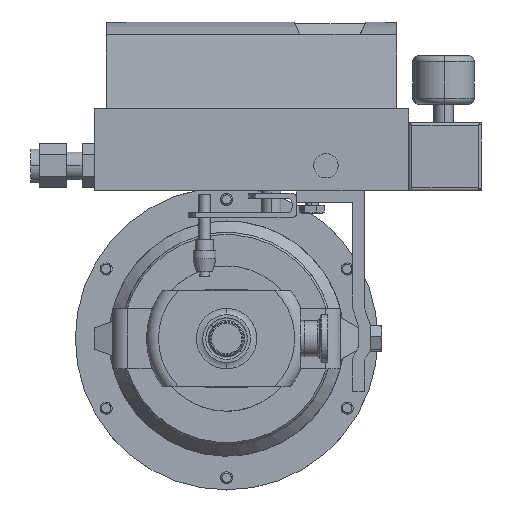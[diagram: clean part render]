
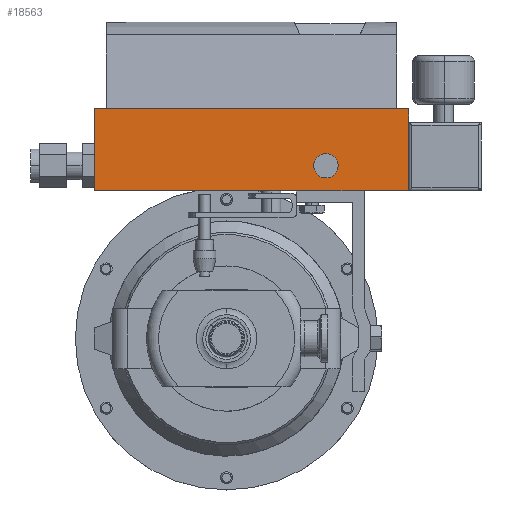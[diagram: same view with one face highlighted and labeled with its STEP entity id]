
A CAD part, front view. The second image highlights one B-rep face of the part: STEP entity #18563.
In plain terms, the highlighted planar face has unit normal (0, -1, 0).
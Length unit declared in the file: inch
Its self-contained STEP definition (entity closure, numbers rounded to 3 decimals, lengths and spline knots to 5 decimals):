
#68 = ORIENTED_EDGE ( 'NONE', *, *, #15818, .F. ) ;
#285 = DIRECTION ( 'NONE',  ( 1., 0., 0. ) ) ;
#365 = CARTESIAN_POINT ( 'NONE',  ( 1.44348, 1.80957, 3.04885 ) ) ;
#516 = ORIENTED_EDGE ( 'NONE', *, *, #22889, .T. ) ;
#687 = VECTOR ( 'NONE', #8850, 39.37008 ) ;
#842 = AXIS2_PLACEMENT_3D ( 'NONE', #7870, #11375, #17013 ) ;
#1326 = EDGE_CURVE ( 'NONE', #22914, #19577, #18989, .T. ) ;
#1518 = VECTOR ( 'NONE', #21600, 39.37008 ) ;
#1547 = VECTOR ( 'NONE', #16084, 39.37008 ) ;
#1825 = CARTESIAN_POINT ( 'NONE',  ( 3.76348, 1.80957, 4.74881 ) ) ;
#2304 = CARTESIAN_POINT ( 'NONE',  ( -2.73652, 1.80957, 3.04885 ) ) ;
#2594 = VERTEX_POINT ( 'NONE', #10511 ) ;
#2664 = EDGE_LOOP ( 'NONE', ( #18959, #12989, #19988, #3579, #68, #15998, #3815, #516, #4056 ) ) ;
#3579 = ORIENTED_EDGE ( 'NONE', *, *, #1326, .F. ) ;
#3815 = ORIENTED_EDGE ( 'NONE', *, *, #14489, .T. ) ;
#4053 = LINE ( 'NONE', #10533, #1547 ) ;
#4056 = ORIENTED_EDGE ( 'NONE', *, *, #8007, .T. ) ;
#4169 = FACE_BOUND ( 'NONE', #10238, .T. ) ;
#4588 = ORIENTED_EDGE ( 'NONE', *, *, #9781, .F. ) ;
#4661 = DIRECTION ( 'NONE',  ( 0., 0., -1. ) ) ;
#4677 = VERTEX_POINT ( 'NONE', #2304 ) ;
#4843 = VERTEX_POINT ( 'NONE', #19742 ) ;
#4875 = VECTOR ( 'NONE', #9773, 39.37008 ) ;
#5234 = ORIENTED_EDGE ( 'NONE', *, *, #7744, .F. ) ;
#5340 = CARTESIAN_POINT ( 'NONE',  ( 3.76348, 1.80957, 3.04885 ) ) ;
#5452 = LINE ( 'NONE', #5340, #687 ) ;
#5494 = EDGE_CURVE ( 'NONE', #12961, #4843, #9602, .T. ) ;
#6686 = AXIS2_PLACEMENT_3D ( 'NONE', #11892, #10323, #4661 ) ;
#6872 = CARTESIAN_POINT ( 'NONE',  ( 3.51348, 1.80957, 3.04885 ) ) ;
#6996 = PLANE ( 'NONE',  #17143 ) ;
#7000 = DIRECTION ( 'NONE',  ( 1., 0., 0. ) ) ;
#7725 = CARTESIAN_POINT ( 'NONE',  ( 2.05174, 1.80957, 3.8215 ) ) ;
#7744 = EDGE_CURVE ( 'NONE', #17678, #9717, #16783, .T. ) ;
#7870 = CARTESIAN_POINT ( 'NONE',  ( 2.05174, 1.80957, 3.56992 ) ) ;
#8007 = EDGE_CURVE ( 'NONE', #2594, #12961, #22343, .T. ) ;
#8070 = VERTEX_POINT ( 'NONE', #20453 ) ;
#8642 = CARTESIAN_POINT ( 'NONE',  ( 3.51348, 1.80957, 4.74881 ) ) ;
#8783 = DIRECTION ( 'NONE',  ( 0., 1., 0. ) ) ;
#8850 = DIRECTION ( 'NONE',  ( 0., 0., 1. ) ) ;
#9134 = VECTOR ( 'NONE', #7000, 39.37008 ) ;
#9238 = VECTOR ( 'NONE', #22455, 39.37008 ) ;
#9602 = LINE ( 'NONE', #11401, #4875 ) ;
#9717 = VERTEX_POINT ( 'NONE', #7725 ) ;
#9773 = DIRECTION ( 'NONE',  ( 0., 0., 1. ) ) ;
#9781 = EDGE_CURVE ( 'NONE', #9717, #17678, #20631, .T. ) ;
#10238 = EDGE_LOOP ( 'NONE', ( #5234, #4588 ) ) ;
#10323 = DIRECTION ( 'NONE',  ( 0., -1., 0. ) ) ;
#10511 = CARTESIAN_POINT ( 'NONE',  ( 2.84348, 1.80957, 3.04885 ) ) ;
#10533 = CARTESIAN_POINT ( 'NONE',  ( -2.73652, 1.80957, 3.04885 ) ) ;
#11267 = LINE ( 'NONE', #6872, #1518 ) ;
#11375 = DIRECTION ( 'NONE',  ( 0., -1., 0. ) ) ;
#11401 = CARTESIAN_POINT ( 'NONE',  ( 3.76348, 1.80958, 6.05485 ) ) ;
#11463 = CARTESIAN_POINT ( 'NONE',  ( 3.51348, 1.80957, 3.04885 ) ) ;
#11639 = LINE ( 'NONE', #8642, #9134 ) ;
#11892 = CARTESIAN_POINT ( 'NONE',  ( 2.05174, 1.80957, 3.56992 ) ) ;
#12779 = CARTESIAN_POINT ( 'NONE',  ( -2.73652, 1.80957, 4.74881 ) ) ;
#12961 = VERTEX_POINT ( 'NONE', #17484 ) ;
#12989 = ORIENTED_EDGE ( 'NONE', *, *, #21041, .T. ) ;
#13063 = DIRECTION ( 'NONE',  ( 1., 0., 0. ) ) ;
#13497 = VECTOR ( 'NONE', #22279, 39.37008 ) ;
#14067 = VERTEX_POINT ( 'NONE', #1825 ) ;
#14489 = EDGE_CURVE ( 'NONE', #4677, #21925, #11267, .T. ) ;
#14618 = LINE ( 'NONE', #22426, #13497 ) ;
#15818 = EDGE_CURVE ( 'NONE', #8070, #22914, #19890, .T. ) ;
#15998 = ORIENTED_EDGE ( 'NONE', *, *, #20927, .F. ) ;
#16084 = DIRECTION ( 'NONE',  ( 0., 0., 1. ) ) ;
#16135 = CARTESIAN_POINT ( 'NONE',  ( 3.51348, 1.80957, 4.74881 ) ) ;
#16783 = CIRCLE ( 'NONE', #6686, 0.25157 ) ;
#16862 = CARTESIAN_POINT ( 'NONE',  ( 2.05174, 1.80957, 3.31835 ) ) ;
#17005 = CARTESIAN_POINT ( 'NONE',  ( -2.48652, 1.80957, 4.74881 ) ) ;
#17013 = DIRECTION ( 'NONE',  ( 0., 0., -1. ) ) ;
#17143 = AXIS2_PLACEMENT_3D ( 'NONE', #19480, #8783, #21272 ) ;
#17299 = FACE_OUTER_BOUND ( 'NONE', #2664, .T. ) ;
#17403 = VECTOR ( 'NONE', #285, 39.37008 ) ;
#17484 = CARTESIAN_POINT ( 'NONE',  ( 3.76348, 1.80957, 3.04885 ) ) ;
#17678 = VERTEX_POINT ( 'NONE', #16862 ) ;
#18563 = ADVANCED_FACE ( 'NONE', ( #17299, #4169 ), #6996, .F. ) ;
#18959 = ORIENTED_EDGE ( 'NONE', *, *, #5494, .T. ) ;
#18989 = LINE ( 'NONE', #20100, #20677 ) ;
#19456 = EDGE_CURVE ( 'NONE', #19577, #14067, #11639, .T. ) ;
#19480 = CARTESIAN_POINT ( 'NONE',  ( 3.51348, 1.80957, 3.04885 ) ) ;
#19577 = VERTEX_POINT ( 'NONE', #16135 ) ;
#19742 = CARTESIAN_POINT ( 'NONE',  ( 3.76348, 1.80957, 4.46625 ) ) ;
#19890 = LINE ( 'NONE', #12779, #17403 ) ;
#19988 = ORIENTED_EDGE ( 'NONE', *, *, #19456, .F. ) ;
#20100 = CARTESIAN_POINT ( 'NONE',  ( -2.48652, 1.80957, 4.74881 ) ) ;
#20453 = CARTESIAN_POINT ( 'NONE',  ( -2.73652, 1.80957, 4.74881 ) ) ;
#20631 = CIRCLE ( 'NONE', #842, 0.25157 ) ;
#20677 = VECTOR ( 'NONE', #13063, 39.37008 ) ;
#20927 = EDGE_CURVE ( 'NONE', #4677, #8070, #4053, .T. ) ;
#21041 = EDGE_CURVE ( 'NONE', #4843, #14067, #5452, .T. ) ;
#21272 = DIRECTION ( 'NONE',  ( 0., 0., -1. ) ) ;
#21600 = DIRECTION ( 'NONE',  ( 1., 0., 0. ) ) ;
#21925 = VERTEX_POINT ( 'NONE', #365 ) ;
#22279 = DIRECTION ( 'NONE',  ( 1., 0., 0. ) ) ;
#22343 = LINE ( 'NONE', #11463, #9238 ) ;
#22426 = CARTESIAN_POINT ( 'NONE',  ( 3.51348, 1.80957, 3.04885 ) ) ;
#22455 = DIRECTION ( 'NONE',  ( 1., 0., 0. ) ) ;
#22889 = EDGE_CURVE ( 'NONE', #21925, #2594, #14618, .T. ) ;
#22914 = VERTEX_POINT ( 'NONE', #17005 ) ;
